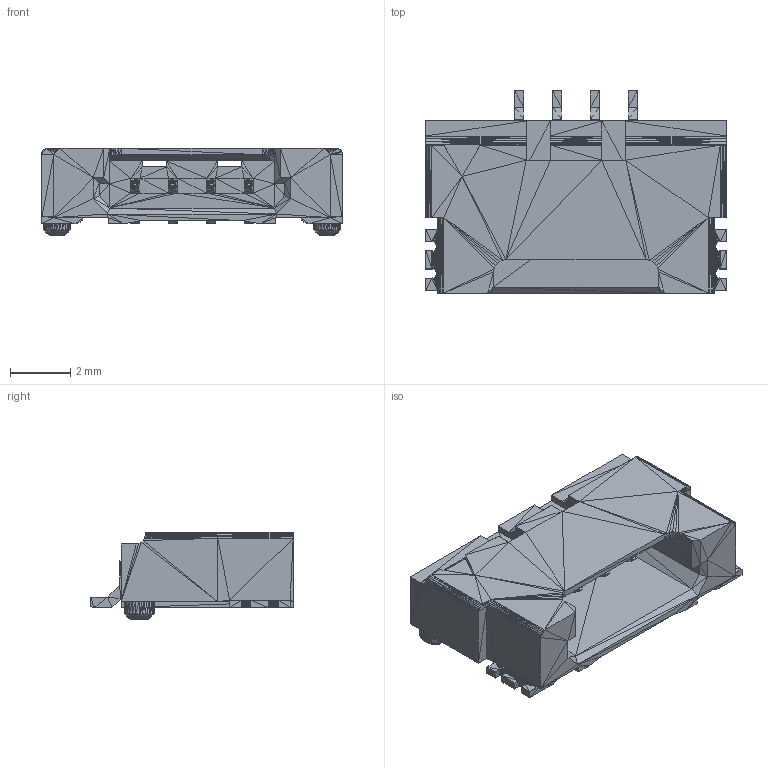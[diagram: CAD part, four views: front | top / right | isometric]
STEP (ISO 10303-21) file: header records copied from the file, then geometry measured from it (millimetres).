
FILE_DESCRIPTION(/* description */ (''),/* implementation_level */ '2;1');
FILE_NAME(/* name */ 'DF14-4P-1.25H v2.step',/* time_stamp */ '2018-08-03T01:00:46-04:00',/* author */ ('vogel.sohei'),/* organization */ (''),/* preprocessor_version */ 'ST-DEVELOPER v17',/* originating_system */ 'Autodesk Translation Framework v7.1.0.215',/* authorisation */ '');
FILE_SCHEMA (('AUTOMOTIVE_DESIGN { 1 0 10303 214 3 1 1 }'));
Length unit declared in the file: millimetre
Products named in the file (1): DF14-4P-1.25H
Bounding box: 9.95 x 6.7 x 2.9 mm (x, y, z)
Volume: 81.3 mm3; surface area: 284.9 mm2
Topology: 1 solids, 1 shells, 2504 faces, 3756 edges, 1250 vertices
Faces by surface type: plane 2504
Entity records: 48872 total; most frequent: DIRECTION 8766, ORIENTED_EDGE 7512, CARTESIAN_POINT 7511, LINE 3756, VECTOR 3756, EDGE_CURVE 3756, AXIS2_PLACEMENT_3D 2505, FACE_OUTER_BOUND 2504
